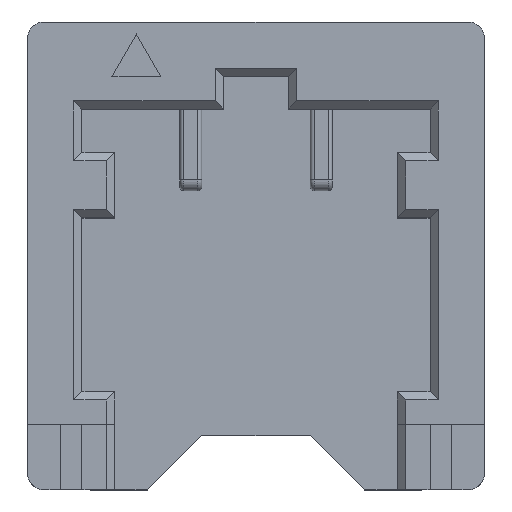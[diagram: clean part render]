
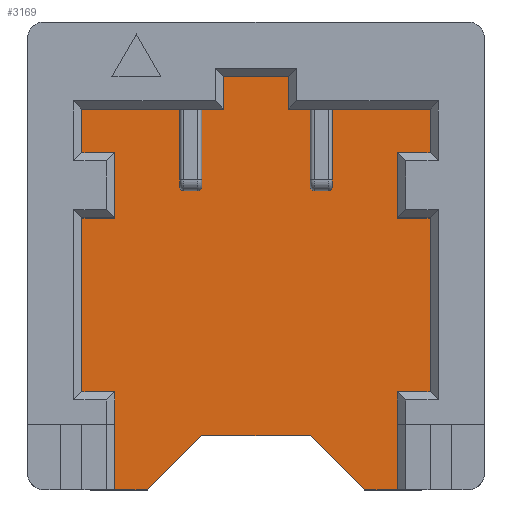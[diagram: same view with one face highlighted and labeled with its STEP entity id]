
A CAD part, top view. The second image highlights one B-rep face of the part: STEP entity #3169.
In plain terms, the highlighted planar face has unit normal (0, 0, 1).
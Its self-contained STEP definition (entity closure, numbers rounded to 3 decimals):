
#170=FACE_OUTER_BOUND('',#349,.T.);
#349=EDGE_LOOP('',(#2290,#2291,#2292,#2293,#2294,#2295,#2296,#2297,#2298,
#2299,#2300,#2301,#2302,#2303,#2304,#2305,#2306,#2307,#2308,#2309,#2310,
#2311,#2312,#2313,#2314,#2315,#2316,#2317,#2318,#2319,#2320,#2321));
#515=LINE('',#4547,#914);
#522=LINE('',#4562,#921);
#553=LINE('',#4623,#952);
#556=LINE('',#4629,#955);
#559=LINE('',#4634,#958);
#600=LINE('',#4716,#999);
#604=LINE('',#4723,#1003);
#609=LINE('',#4733,#1008);
#612=LINE('',#4739,#1011);
#615=LINE('',#4745,#1014);
#618=LINE('',#4751,#1017);
#621=LINE('',#4757,#1020);
#624=LINE('',#4763,#1023);
#627=LINE('',#4769,#1026);
#630=LINE('',#4776,#1029);
#634=LINE('',#4783,#1033);
#637=LINE('',#4789,#1036);
#640=LINE('',#4795,#1039);
#643=LINE('',#4801,#1042);
#646=LINE('',#4808,#1045);
#650=LINE('',#4815,#1049);
#653=LINE('',#4821,#1052);
#656=LINE('',#4827,#1055);
#659=LINE('',#4833,#1058);
#662=LINE('',#4839,#1061);
#664=LINE('',#4842,#1063);
#665=LINE('',#4846,#1064);
#666=LINE('',#4847,#1065);
#667=LINE('',#4849,#1066);
#668=LINE('',#4851,#1067);
#669=LINE('',#4852,#1068);
#670=LINE('',#4853,#1069);
#914=VECTOR('',#3637,1000.);
#921=VECTOR('',#3646,1000.);
#952=VECTOR('',#3681,1000.);
#955=VECTOR('',#3686,1000.);
#958=VECTOR('',#3691,1000.);
#999=VECTOR('',#3746,1000.);
#1003=VECTOR('',#3752,1000.);
#1008=VECTOR('',#3759,1000.);
#1011=VECTOR('',#3764,1000.);
#1014=VECTOR('',#3769,1000.);
#1017=VECTOR('',#3774,1000.);
#1020=VECTOR('',#3779,1000.);
#1023=VECTOR('',#3784,1000.);
#1026=VECTOR('',#3789,1000.);
#1029=VECTOR('',#3794,1000.);
#1033=VECTOR('',#3798,1000.);
#1036=VECTOR('',#3803,1000.);
#1039=VECTOR('',#3808,1000.);
#1042=VECTOR('',#3813,1000.);
#1045=VECTOR('',#3818,1000.);
#1049=VECTOR('',#3822,1000.);
#1052=VECTOR('',#3827,1000.);
#1055=VECTOR('',#3832,1000.);
#1058=VECTOR('',#3837,1000.);
#1061=VECTOR('',#3842,1000.);
#1063=VECTOR('',#3846,1000.);
#1064=VECTOR('',#3849,1000.);
#1065=VECTOR('',#3850,1000.);
#1066=VECTOR('',#3851,1000.);
#1067=VECTOR('',#3852,1000.);
#1068=VECTOR('',#3853,1000.);
#1069=VECTOR('',#3854,1000.);
#1317=VERTEX_POINT('',#4544);
#1318=VERTEX_POINT('',#4546);
#1324=VERTEX_POINT('',#4559);
#1325=VERTEX_POINT('',#4561);
#1353=VERTEX_POINT('',#4622);
#1355=VERTEX_POINT('',#4628);
#1387=VERTEX_POINT('',#4709);
#1390=VERTEX_POINT('',#4714);
#1393=VERTEX_POINT('',#4725);
#1397=VERTEX_POINT('',#4735);
#1399=VERTEX_POINT('',#4741);
#1401=VERTEX_POINT('',#4747);
#1403=VERTEX_POINT('',#4753);
#1405=VERTEX_POINT('',#4759);
#1407=VERTEX_POINT('',#4765);
#1409=VERTEX_POINT('',#4771);
#1411=VERTEX_POINT('',#4775);
#1414=VERTEX_POINT('',#4781);
#1415=VERTEX_POINT('',#4785);
#1417=VERTEX_POINT('',#4791);
#1419=VERTEX_POINT('',#4797);
#1421=VERTEX_POINT('',#4803);
#1423=VERTEX_POINT('',#4807);
#1426=VERTEX_POINT('',#4813);
#1427=VERTEX_POINT('',#4817);
#1429=VERTEX_POINT('',#4823);
#1431=VERTEX_POINT('',#4829);
#1433=VERTEX_POINT('',#4835);
#1435=VERTEX_POINT('',#4844);
#1436=VERTEX_POINT('',#4845);
#1437=VERTEX_POINT('',#4848);
#1438=VERTEX_POINT('',#4850);
#1619=EDGE_CURVE('',#1318,#1317,#515,.T.);
#1626=EDGE_CURVE('',#1325,#1324,#522,.T.);
#1657=EDGE_CURVE('',#1317,#1353,#553,.T.);
#1660=EDGE_CURVE('',#1353,#1355,#556,.T.);
#1663=EDGE_CURVE('',#1355,#1325,#559,.T.);
#1706=EDGE_CURVE('',#1390,#1387,#600,.T.);
#1710=EDGE_CURVE('',#1387,#1324,#604,.T.);
#1715=EDGE_CURVE('',#1318,#1393,#609,.T.);
#1718=EDGE_CURVE('',#1393,#1397,#612,.T.);
#1721=EDGE_CURVE('',#1397,#1399,#615,.T.);
#1724=EDGE_CURVE('',#1399,#1401,#618,.T.);
#1727=EDGE_CURVE('',#1401,#1403,#621,.T.);
#1730=EDGE_CURVE('',#1403,#1405,#624,.T.);
#1733=EDGE_CURVE('',#1405,#1407,#627,.T.);
#1736=EDGE_CURVE('',#1407,#1411,#630,.T.);
#1740=EDGE_CURVE('',#1414,#1409,#634,.T.);
#1743=EDGE_CURVE('',#1409,#1415,#637,.T.);
#1746=EDGE_CURVE('',#1415,#1417,#640,.T.);
#1749=EDGE_CURVE('',#1417,#1419,#643,.T.);
#1752=EDGE_CURVE('',#1419,#1423,#646,.T.);
#1756=EDGE_CURVE('',#1426,#1421,#650,.T.);
#1759=EDGE_CURVE('',#1421,#1427,#653,.T.);
#1762=EDGE_CURVE('',#1427,#1429,#656,.T.);
#1765=EDGE_CURVE('',#1429,#1431,#659,.T.);
#1768=EDGE_CURVE('',#1431,#1433,#662,.T.);
#1770=EDGE_CURVE('',#1433,#1390,#664,.T.);
#1771=EDGE_CURVE('',#1435,#1436,#665,.T.);
#1772=EDGE_CURVE('',#1435,#1411,#666,.T.);
#1773=EDGE_CURVE('',#1437,#1426,#667,.T.);
#1774=EDGE_CURVE('',#1438,#1437,#668,.T.);
#1775=EDGE_CURVE('',#1438,#1423,#669,.T.);
#1776=EDGE_CURVE('',#1436,#1414,#670,.T.);
#2290=ORIENTED_EDGE('',*,*,#1771,.F.);
#2291=ORIENTED_EDGE('',*,*,#1772,.T.);
#2292=ORIENTED_EDGE('',*,*,#1736,.F.);
#2293=ORIENTED_EDGE('',*,*,#1733,.F.);
#2294=ORIENTED_EDGE('',*,*,#1730,.F.);
#2295=ORIENTED_EDGE('',*,*,#1727,.F.);
#2296=ORIENTED_EDGE('',*,*,#1724,.F.);
#2297=ORIENTED_EDGE('',*,*,#1721,.F.);
#2298=ORIENTED_EDGE('',*,*,#1718,.F.);
#2299=ORIENTED_EDGE('',*,*,#1715,.F.);
#2300=ORIENTED_EDGE('',*,*,#1619,.T.);
#2301=ORIENTED_EDGE('',*,*,#1657,.T.);
#2302=ORIENTED_EDGE('',*,*,#1660,.T.);
#2303=ORIENTED_EDGE('',*,*,#1663,.T.);
#2304=ORIENTED_EDGE('',*,*,#1626,.T.);
#2305=ORIENTED_EDGE('',*,*,#1710,.F.);
#2306=ORIENTED_EDGE('',*,*,#1706,.F.);
#2307=ORIENTED_EDGE('',*,*,#1770,.F.);
#2308=ORIENTED_EDGE('',*,*,#1768,.F.);
#2309=ORIENTED_EDGE('',*,*,#1765,.F.);
#2310=ORIENTED_EDGE('',*,*,#1762,.F.);
#2311=ORIENTED_EDGE('',*,*,#1759,.F.);
#2312=ORIENTED_EDGE('',*,*,#1756,.F.);
#2313=ORIENTED_EDGE('',*,*,#1773,.F.);
#2314=ORIENTED_EDGE('',*,*,#1774,.F.);
#2315=ORIENTED_EDGE('',*,*,#1775,.T.);
#2316=ORIENTED_EDGE('',*,*,#1752,.F.);
#2317=ORIENTED_EDGE('',*,*,#1749,.F.);
#2318=ORIENTED_EDGE('',*,*,#1746,.F.);
#2319=ORIENTED_EDGE('',*,*,#1743,.F.);
#2320=ORIENTED_EDGE('',*,*,#1740,.F.);
#2321=ORIENTED_EDGE('',*,*,#1776,.F.);
#3026=PLANE('',#3375);
#3169=ADVANCED_FACE('',(#170),#3026,.T.);
#3375=AXIS2_PLACEMENT_3D('',#4843,#3847,#3848);
#3637=DIRECTION('',(1.,0.,0.));
#3646=DIRECTION('',(1.,0.,0.));
#3681=DIRECTION('',(0.707,0.707,0.));
#3686=DIRECTION('',(1.,0.,0.));
#3691=DIRECTION('',(0.707,-0.707,0.));
#3746=DIRECTION('',(-1.,0.,0.));
#3752=DIRECTION('',(0.,-1.,0.));
#3759=DIRECTION('',(0.,1.,0.));
#3764=DIRECTION('',(-1.,0.,0.));
#3769=DIRECTION('',(0.,1.,0.));
#3774=DIRECTION('',(1.,0.,0.));
#3779=DIRECTION('',(0.,1.,0.));
#3784=DIRECTION('',(-1.,0.,0.));
#3789=DIRECTION('',(0.,1.,0.));
#3794=DIRECTION('',(1.,0.,0.));
#3798=DIRECTION('',(1.,0.,0.));
#3803=DIRECTION('',(0.,1.,0.));
#3808=DIRECTION('',(1.,0.,0.));
#3813=DIRECTION('',(0.,-1.,0.));
#3818=DIRECTION('',(1.,0.,0.));
#3822=DIRECTION('',(1.,0.,0.));
#3827=DIRECTION('',(0.,-1.,0.));
#3832=DIRECTION('',(-1.,0.,0.));
#3837=DIRECTION('',(0.,-1.,0.));
#3842=DIRECTION('',(1.,0.,0.));
#3846=DIRECTION('',(0.,-1.,0.));
#3847=DIRECTION('center_axis',(0.,0.,1.));
#3848=DIRECTION('ref_axis',(0.,-1.,0.));
#3849=DIRECTION('',(1.,0.,0.));
#3850=DIRECTION('',(0.,-1.,0.));
#3851=DIRECTION('',(0.,-1.,0.));
#3852=DIRECTION('',(1.,0.,0.));
#3853=DIRECTION('',(0.,-1.,0.));
#3854=DIRECTION('',(0.,-1.,0.));
#4544=CARTESIAN_POINT('',(-1.,-1.85,0.2));
#4546=CARTESIAN_POINT('',(-1.3,-1.85,0.2));
#4547=CARTESIAN_POINT('',(0.,-1.85,0.2));
#4559=CARTESIAN_POINT('',(1.3,-1.85,0.2));
#4561=CARTESIAN_POINT('',(1.,-1.85,0.2));
#4562=CARTESIAN_POINT('',(0.,-1.85,0.2));
#4622=CARTESIAN_POINT('',(-0.5,-1.35,0.2));
#4623=CARTESIAN_POINT('',(0.575,-0.275,0.2));
#4628=CARTESIAN_POINT('',(0.5,-1.35,0.2));
#4629=CARTESIAN_POINT('',(0.,-1.35,0.2));
#4634=CARTESIAN_POINT('',(-0.575,-0.275,0.2));
#4709=CARTESIAN_POINT('',(1.3,-0.95,0.2));
#4714=CARTESIAN_POINT('',(1.6,-0.95,0.2));
#4716=CARTESIAN_POINT('',(0.,-0.95,0.2));
#4723=CARTESIAN_POINT('',(1.3,0.3,0.2));
#4725=CARTESIAN_POINT('',(-1.3,-0.95,0.2));
#4733=CARTESIAN_POINT('',(-1.3,0.3,0.2));
#4735=CARTESIAN_POINT('',(-1.6,-0.95,0.2));
#4739=CARTESIAN_POINT('',(0.,-0.95,0.2));
#4741=CARTESIAN_POINT('',(-1.6,0.65,0.2));
#4745=CARTESIAN_POINT('',(-1.6,0.3,0.2));
#4747=CARTESIAN_POINT('',(-1.3,0.65,0.2));
#4751=CARTESIAN_POINT('',(0.,0.65,0.2));
#4753=CARTESIAN_POINT('',(-1.3,1.25,0.2));
#4757=CARTESIAN_POINT('',(-1.3,0.3,0.2));
#4759=CARTESIAN_POINT('',(-1.6,1.25,0.2));
#4763=CARTESIAN_POINT('',(0.,1.25,0.2));
#4765=CARTESIAN_POINT('',(-1.6,1.65,0.2));
#4769=CARTESIAN_POINT('',(-1.6,0.3,0.2));
#4771=CARTESIAN_POINT('',(-0.3,1.65,0.2));
#4775=CARTESIAN_POINT('',(-0.7,1.65,0.2));
#4776=CARTESIAN_POINT('',(0.,1.65,0.2));
#4781=CARTESIAN_POINT('',(-0.5,1.65,0.2));
#4783=CARTESIAN_POINT('',(0.,1.65,0.2));
#4785=CARTESIAN_POINT('',(-0.3,1.95,0.2));
#4789=CARTESIAN_POINT('',(-0.3,0.3,0.2));
#4791=CARTESIAN_POINT('',(0.3,1.95,0.2));
#4795=CARTESIAN_POINT('',(0.,1.95,0.2));
#4797=CARTESIAN_POINT('',(0.3,1.65,0.2));
#4801=CARTESIAN_POINT('',(0.3,0.3,0.2));
#4803=CARTESIAN_POINT('',(1.6,1.65,0.2));
#4807=CARTESIAN_POINT('',(0.5,1.65,0.2));
#4808=CARTESIAN_POINT('',(0.,1.65,0.2));
#4813=CARTESIAN_POINT('',(0.7,1.65,0.2));
#4815=CARTESIAN_POINT('',(0.,1.65,0.2));
#4817=CARTESIAN_POINT('',(1.6,1.25,0.2));
#4821=CARTESIAN_POINT('',(1.6,0.3,0.2));
#4823=CARTESIAN_POINT('',(1.3,1.25,0.2));
#4827=CARTESIAN_POINT('',(0.,1.25,0.2));
#4829=CARTESIAN_POINT('',(1.3,0.65,0.2));
#4833=CARTESIAN_POINT('',(1.3,0.3,0.2));
#4835=CARTESIAN_POINT('',(1.6,0.65,0.2));
#4839=CARTESIAN_POINT('',(0.,0.65,0.2));
#4842=CARTESIAN_POINT('',(1.6,0.3,0.2));
#4843=CARTESIAN_POINT('Origin',(0.,0.3,
0.2));
#4844=CARTESIAN_POINT('',(-0.7,2.05,0.2));
#4845=CARTESIAN_POINT('',(-0.5,2.05,0.2));
#4846=CARTESIAN_POINT('',(0.,2.05,0.2));
#4847=CARTESIAN_POINT('',(-0.7,2.45,0.2));
#4848=CARTESIAN_POINT('',(0.7,2.05,0.2));
#4849=CARTESIAN_POINT('',(0.7,2.45,0.2));
#4850=CARTESIAN_POINT('',(0.5,2.05,0.2));
#4851=CARTESIAN_POINT('',(0.,2.05,0.2));
#4852=CARTESIAN_POINT('',(0.5,2.45,0.2));
#4853=CARTESIAN_POINT('',(-0.5,2.45,0.2));
